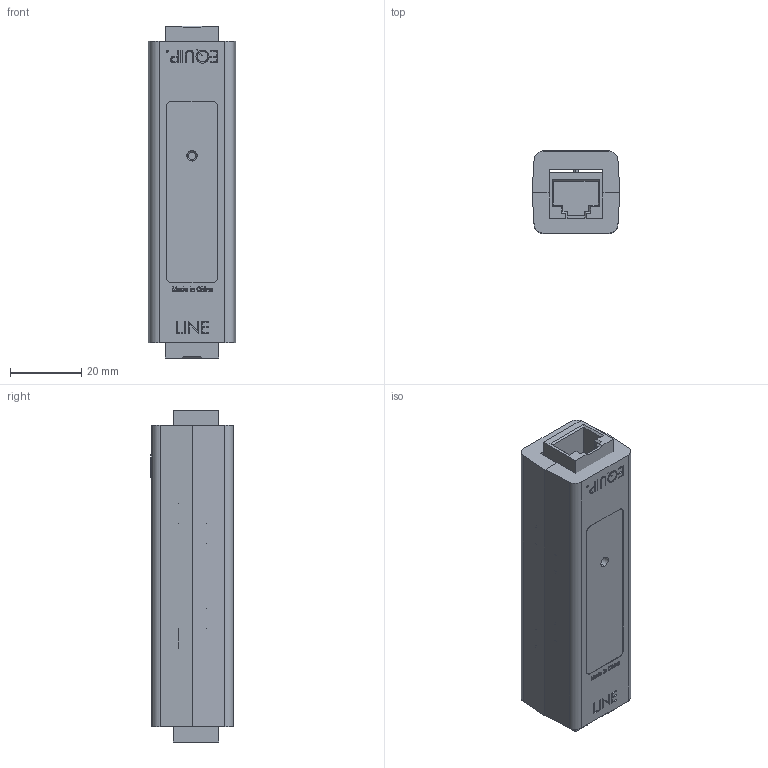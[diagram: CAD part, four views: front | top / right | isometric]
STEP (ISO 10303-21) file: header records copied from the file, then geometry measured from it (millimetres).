
FILE_DESCRIPTION (( 'STEP AP214' ), '1' );
FILE_NAME ('1101-882-1-E.STEP', '2019-01-17T17:32:15', ( '' ), ( '' ), 'SwSTEP 2.0', 'SolidWorks 2018', '' );
FILE_SCHEMA (( 'AUTOMOTIVE_DESIGN' ));
Length unit declared in the file: inch
Products named in the file (16): 2500-286; 2003-2472-5; 1101-882-1-E; 5320-003; 2107-243; 2250-874; 2200-470; 2003-2399
Assembly tree (9 placements, depth 3):
  2500-286
  1101-882-1-E
    2003-2399
    5320-003  x2
    2250-874
      2200-470
      2500-286  x2
      2107-243
    2003-2472-5
  2003-2472-5
  5320-003
  2107-243
Bounding box: 24.65 x 23.27 x 93.32 mm (x, y, z)
Volume: 20904.5 mm3; surface area: 26134.4 mm2
Topology: 90 solids, 90 shells, 2112 faces, 5339 edges, 3534 vertices
Faces by surface type: plane 1447, bspline 491, cylinder 154, cone 20
Entity records: 85371 total; most frequent: CARTESIAN_POINT 31830, ORIENTED_EDGE 8224, DIRECTION 6170, EDGE_CURVE 4112, VECTOR 3082, LINE 3082, VERTEX_POINT 2726, EDGE_LOOP 1832
